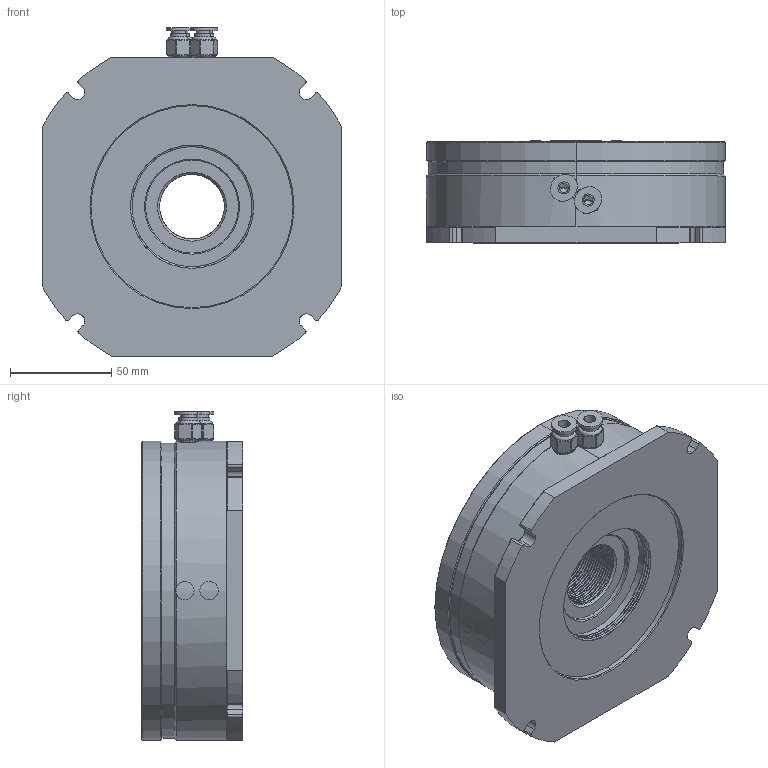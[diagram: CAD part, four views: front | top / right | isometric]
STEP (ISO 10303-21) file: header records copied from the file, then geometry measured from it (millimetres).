
FILE_DESCRIPTION (( 'STEP AP214' ), '1' );
FILE_NAME ('GXD-30.STEP', '2023-09-05T06:06:56', ( '' ), ( '' ), 'SwSTEP 2.0', 'SolidWorks 2023', '' );
FILE_SCHEMA (( 'AUTOMOTIVE_DESIGN' ));
Length unit declared in the file: millimetre
Products named in the file (3): M10 气嘴; GXD-30 本体; GXD-30
Assembly tree (3 placements, depth 2):
  GXD-30
    GXD-30 本体
    M10 气嘴  x2
Bounding box: 148 x 50.3 x 162.5 mm (x, y, z)
Volume: 747712.2 mm3; surface area: 89351.9 mm2
Topology: 4 solids, 12 shells, 1549 faces, 3906 edges, 2376 vertices
Faces by surface type: plane 697, cylinder 424, cone 188, bspline 176, torus 36, sphere 28
Entity records: 61636 total; most frequent: CARTESIAN_POINT 23210, ORIENTED_EDGE 6900, DIRECTION 6406, EDGE_CURVE 3450, VERTEX_POINT 2212, VECTOR 2150, LINE 2150, AXIS2_PLACEMENT_3D 2128
